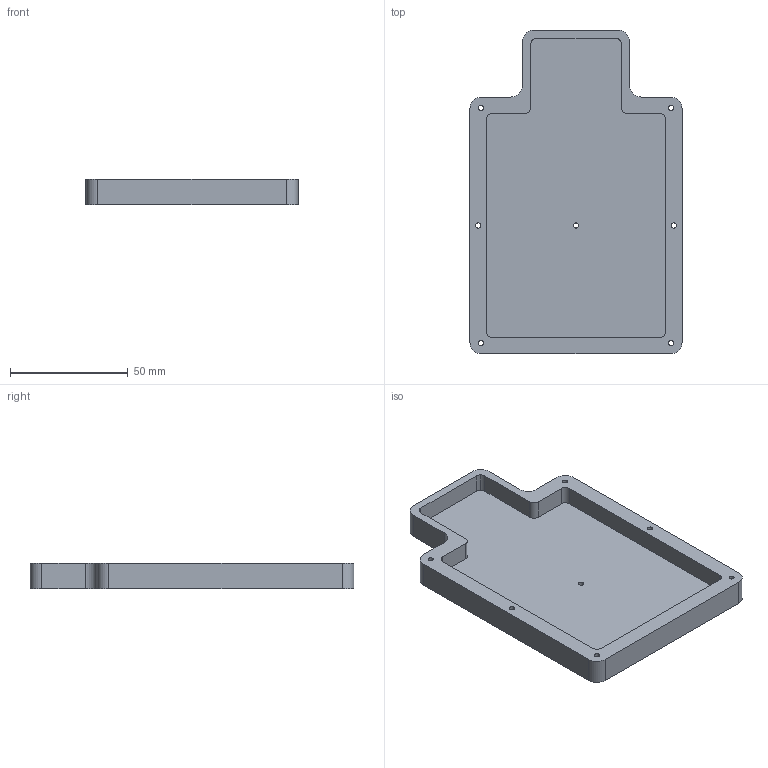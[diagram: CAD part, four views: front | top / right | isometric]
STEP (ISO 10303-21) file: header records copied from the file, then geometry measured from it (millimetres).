
FILE_DESCRIPTION(('HOOPS Exchange Step'),'2;1');
FILE_NAME('temp_export','2023-06-10T21:50:50+20:00',('jscotto'),('Shapr3D Limited'),'HOOPS Exchange 2022.2','Shapr3D','Authorized');
FILE_SCHEMA( ('AUTOMOTIVE_DESIGN { 1 0 10303 214 1 1 1 1 }') );
Length unit declared in the file: millimetre
Products named in the file (1): Bottom
Bounding box: 90.2 x 137.75 x 11 mm (x, y, z)
Volume: 53454.5 mm3; surface area: 31101.6 mm2
Topology: 1 solids, 1 shells, 59 faces, 163 edges, 107 vertices
Faces by surface type: cylinder 29, plane 19, cone 7, bspline 4
Full cylindrical faces by diameter (mm): 2.2 x7, 5 x6
Entity records: 2086 total; most frequent: CARTESIAN_POINT 492, DIRECTION 332, ORIENTED_EDGE 326, EDGE_CURVE 163, AXIS2_PLACEMENT_3D 123, VERTEX_POINT 107, VECTOR 86, LINE 86
